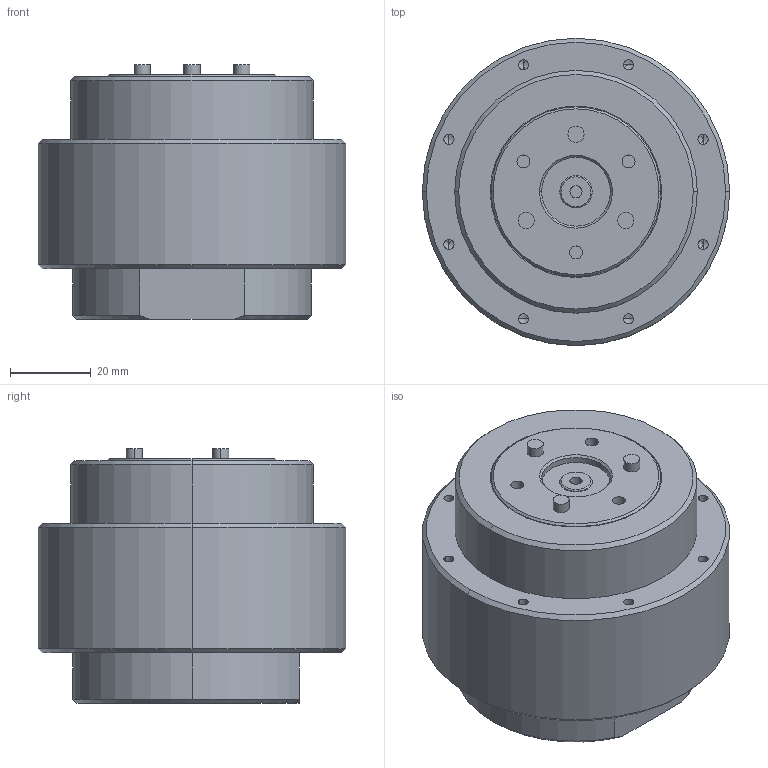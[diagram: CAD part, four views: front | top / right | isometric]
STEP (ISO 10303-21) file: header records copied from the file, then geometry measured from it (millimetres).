
FILE_DESCRIPTION (( 'STEP AP203' ), '1' );
FILE_NAME ('D1蚾饜芞.STEP', '2021-06-17T09:59:42', ( '' ), ( '' ), 'SwSTEP 2.0', 'SolidWorks 2016', '' );
FILE_SCHEMA (( 'CONFIG_CONTROL_DESIGN' ));
Length unit declared in the file: millimetre
Products named in the file (1): D1蚾饜芞
Bounding box: 76 x 76 x 63 mm (x, y, z)
Volume: 221788.2 mm3; surface area: 22944.8 mm2
Topology: 1 solids, 1 shells, 108 faces, 237 edges, 142 vertices
Faces by surface type: cylinder 57, cone 29, plane 22
Entity records: 2967 total; most frequent: DIRECTION 568, CARTESIAN_POINT 478, ORIENTED_EDGE 442, AXIS2_PLACEMENT_3D 240, EDGE_CURVE 221, VERTEX_POINT 142, EDGE_LOOP 135, CIRCLE 131
